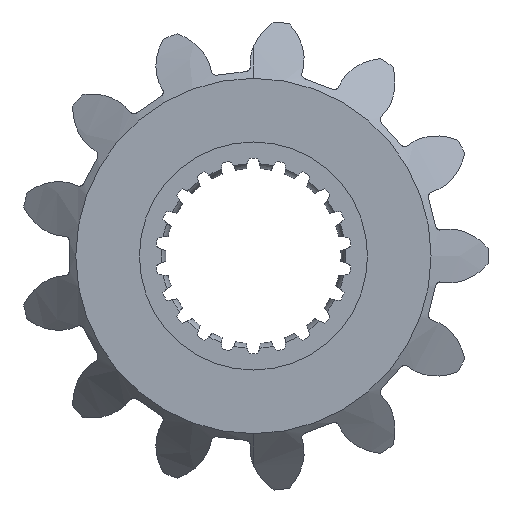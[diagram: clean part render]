
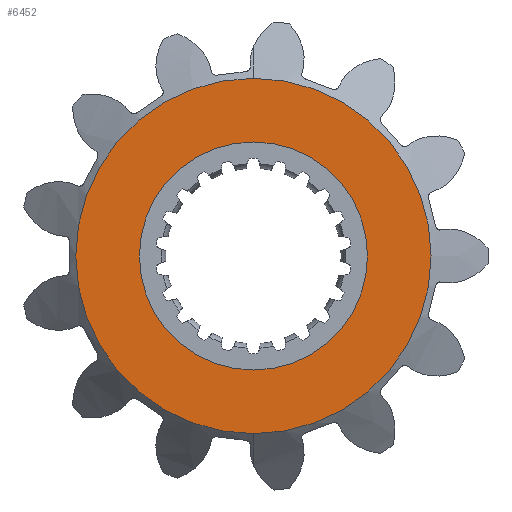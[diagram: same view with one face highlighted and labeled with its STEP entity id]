
A CAD part, left-side view. The second image highlights one B-rep face of the part: STEP entity #6452.
In plain terms, the highlighted planar face has unit normal (-1, 0, 0).
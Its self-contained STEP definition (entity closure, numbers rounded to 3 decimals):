
#49 = EDGE_CURVE ( 'NONE', #486, #3151, #7221, .T. ) ;
#103 = DIRECTION ( 'NONE',  ( 0., 0., 1. ) ) ;
#172 = EDGE_CURVE ( 'NONE', #9082, #1663, #3065, .T. ) ;
#338 = PLANE ( 'NONE',  #6914 ) ;
#403 = ORIENTED_EDGE ( 'NONE', *, *, #49, .T. ) ;
#486 = VERTEX_POINT ( 'NONE', #2595 ) ;
#562 = DIRECTION ( 'NONE',  ( 0., 0., 1. ) ) ;
#638 = CARTESIAN_POINT ( 'NONE',  ( 25.876, -14.997, 2.96 ) ) ;
#678 = CIRCLE ( 'NONE', #8431, 21.799 ) ;
#687 = DIRECTION ( 'NONE',  ( -1., 0., 0. ) ) ;
#780 = CIRCLE ( 'NONE', #1724, 14. ) ;
#862 = EDGE_CURVE ( 'NONE', #3151, #486, #678, .T. ) ;
#1663 = VERTEX_POINT ( 'NONE', #3538 ) ;
#1686 = DIRECTION ( 'NONE',  ( -1., 0., 0. ) ) ;
#1724 = AXIS2_PLACEMENT_3D ( 'NONE', #4395, #687, #5262 ) ;
#1784 = DIRECTION ( 'NONE',  ( 0., 0., -1. ) ) ;
#1876 = FACE_BOUND ( 'NONE', #7568, .T. ) ;
#2595 = CARTESIAN_POINT ( 'NONE',  ( 25.876, -14.997, -40.638 ) ) ;
#3041 = CARTESIAN_POINT ( 'NONE',  ( 25.876, -14.997, -4.839 ) ) ;
#3065 = CIRCLE ( 'NONE', #8170, 14. ) ;
#3151 = VERTEX_POINT ( 'NONE', #638 ) ;
#3293 = DIRECTION ( 'NONE',  ( 1., 0., 0. ) ) ;
#3538 = CARTESIAN_POINT ( 'NONE',  ( 25.876, -14.997, -32.839 ) ) ;
#3594 = CARTESIAN_POINT ( 'NONE',  ( 25.876, -14.997, -18.839 ) ) ;
#4122 = DIRECTION ( 'NONE',  ( 0., 0., -1. ) ) ;
#4395 = CARTESIAN_POINT ( 'NONE',  ( 25.876, -14.997, -18.839 ) ) ;
#4630 = ORIENTED_EDGE ( 'NONE', *, *, #172, .F. ) ;
#4751 = DIRECTION ( 'NONE',  ( -1., 0., 0. ) ) ;
#5154 = DIRECTION ( 'NONE',  ( -1., 0., 0. ) ) ;
#5262 = DIRECTION ( 'NONE',  ( 0., 0., -1. ) ) ;
#6294 = CARTESIAN_POINT ( 'NONE',  ( 25.876, -14.997, -18.839 ) ) ;
#6452 = ADVANCED_FACE ( 'NONE', ( #1876, #8474 ), #338, .F. ) ;
#6912 = EDGE_LOOP ( 'NONE', ( #403, #8377 ) ) ;
#6914 = AXIS2_PLACEMENT_3D ( 'NONE', #6294, #3293, #4122 ) ;
#6920 = ORIENTED_EDGE ( 'NONE', *, *, #9232, .F. ) ;
#7221 = CIRCLE ( 'NONE', #8319, 21.799 ) ;
#7568 = EDGE_LOOP ( 'NONE', ( #6920, #4630 ) ) ;
#7799 = CARTESIAN_POINT ( 'NONE',  ( 25.876, -14.997, -18.839 ) ) ;
#8170 = AXIS2_PLACEMENT_3D ( 'NONE', #7799, #4751, #1784 ) ;
#8194 = CARTESIAN_POINT ( 'NONE',  ( 25.876, -14.997, -18.839 ) ) ;
#8319 = AXIS2_PLACEMENT_3D ( 'NONE', #8194, #1686, #103 ) ;
#8377 = ORIENTED_EDGE ( 'NONE', *, *, #862, .T. ) ;
#8431 = AXIS2_PLACEMENT_3D ( 'NONE', #3594, #5154, #562 ) ;
#8474 = FACE_OUTER_BOUND ( 'NONE', #6912, .T. ) ;
#9082 = VERTEX_POINT ( 'NONE', #3041 ) ;
#9232 = EDGE_CURVE ( 'NONE', #1663, #9082, #780, .T. ) ;
